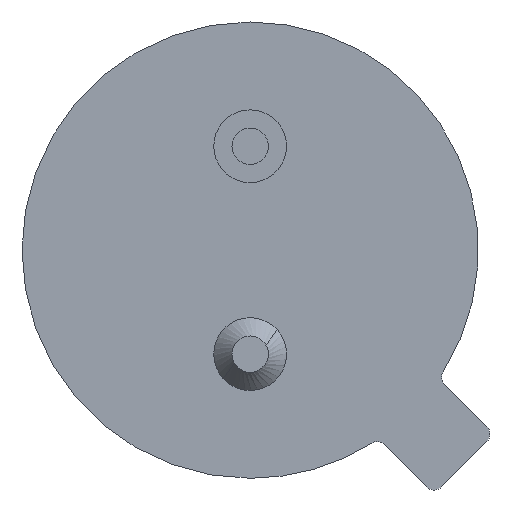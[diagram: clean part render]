
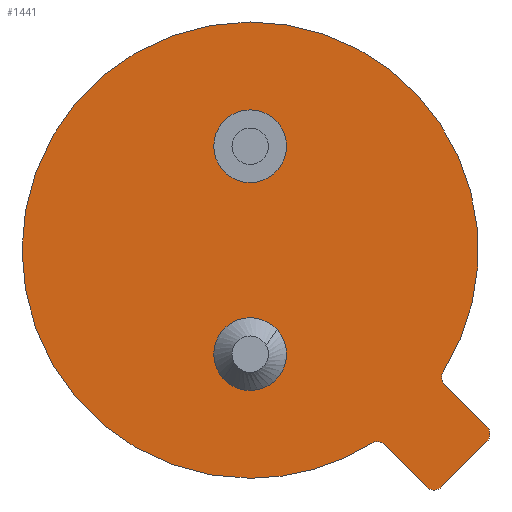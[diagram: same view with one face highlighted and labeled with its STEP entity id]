
A CAD part, front view. The second image highlights one B-rep face of the part: STEP entity #1441.
In plain terms, the highlighted planar face has unit normal (0, -1, 0).
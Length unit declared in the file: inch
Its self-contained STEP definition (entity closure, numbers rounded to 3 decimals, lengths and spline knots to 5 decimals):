
#2 = DIRECTION ( 'NONE',  ( 0., 0., -1. ) ) ;
#10 = VERTEX_POINT ( 'NONE', #281 ) ;
#14 = EDGE_CURVE ( 'NONE', #661, #619, #575, .T. ) ;
#44 = ORIENTED_EDGE ( 'NONE', *, *, #961, .F. ) ;
#72 = DIRECTION ( 'NONE',  ( 0., 0., -1. ) ) ;
#89 = CIRCLE ( 'NONE', #1701, 0.0175 ) ;
#109 = VERTEX_POINT ( 'NONE', #1376 ) ;
#131 = CARTESIAN_POINT ( 'NONE',  ( 0.09291, 0., -0.05842 ) ) ;
#133 = VERTEX_POINT ( 'NONE', #721 ) ;
#169 = PLANE ( 'NONE',  #1093 ) ;
#170 = FACE_BOUND ( 'NONE', #1312, .T. ) ;
#191 = CIRCLE ( 'NONE', #641, 0.005 ) ;
#204 = DIRECTION ( 'NONE',  ( 0., -1., 0. ) ) ;
#205 = DIRECTION ( 'NONE',  ( 0., -1., 0. ) ) ;
#206 = CIRCLE ( 'NONE', #326, 0.10975 ) ;
#215 = FACE_BOUND ( 'NONE', #1080, .T. ) ;
#251 = ORIENTED_EDGE ( 'NONE', *, *, #14, .F. ) ;
#276 = FACE_OUTER_BOUND ( 'NONE', #706, .T. ) ;
#281 = CARTESIAN_POINT ( 'NONE',  ( -0.01308, 0., -0.06162 ) ) ;
#284 = VECTOR ( 'NONE', #1369, 39.37008 ) ;
#295 = DIRECTION ( 'NONE',  ( 0., 0., -1. ) ) ;
#299 = VERTEX_POINT ( 'NONE', #1527 ) ;
#304 = DIRECTION ( 'NONE',  ( 0., -1., 0. ) ) ;
#310 = CARTESIAN_POINT ( 'NONE',  ( 0., 0., 0.10975 ) ) ;
#326 = AXIS2_PLACEMENT_3D ( 'NONE', #466, #204, #1129 ) ;
#329 = CARTESIAN_POINT ( 'NONE',  ( 0., 0., -0.10975 ) ) ;
#343 = DIRECTION ( 'NONE',  ( 0., -1., 0. ) ) ;
#348 = EDGE_CURVE ( 'NONE', #1031, #299, #1220, .T. ) ;
#361 = CIRCLE ( 'NONE', #1475, 0.10975 ) ;
#374 = CARTESIAN_POINT ( 'NONE',  ( 0., 0., -0.05 ) ) ;
#383 = CARTESIAN_POINT ( 'NONE',  ( 0., 0., 0.05 ) ) ;
#440 = EDGE_CURVE ( 'NONE', #581, #837, #1557, .T. ) ;
#445 = DIRECTION ( 'NONE',  ( 0., -1., 0. ) ) ;
#447 = ORIENTED_EDGE ( 'NONE', *, *, #1077, .F. ) ;
#466 = CARTESIAN_POINT ( 'NONE',  ( 0., 0., 0. ) ) ;
#479 = CIRCLE ( 'NONE', #674, 0.0175 ) ;
#504 = CARTESIAN_POINT ( 'NONE',  ( 0.06108, 0., -0.09714 ) ) ;
#522 = DIRECTION ( 'NONE',  ( 0., 0., -1. ) ) ;
#553 = CIRCLE ( 'NONE', #652, 0.005 ) ;
#555 = EDGE_CURVE ( 'NONE', #569, #109, #1382, .T. ) ;
#560 = DIRECTION ( 'NONE',  ( 0., -1., 0. ) ) ;
#569 = VERTEX_POINT ( 'NONE', #897 ) ;
#571 = AXIS2_PLACEMENT_3D ( 'NONE', #1615, #1223, #941 ) ;
#575 = LINE ( 'NONE', #973, #1440 ) ;
#581 = VERTEX_POINT ( 'NONE', #131 ) ;
#590 = CARTESIAN_POINT ( 'NONE',  ( 0.11392, 0., -0.092 ) ) ;
#592 = DIRECTION ( 'NONE',  ( 0.707, 0., -0.707 ) ) ;
#619 = VERTEX_POINT ( 'NONE', #975 ) ;
#634 = CARTESIAN_POINT ( 'NONE',  ( 0., 0., 0. ) ) ;
#641 = AXIS2_PLACEMENT_3D ( 'NONE', #1168, #1419, #2 ) ;
#652 = AXIS2_PLACEMENT_3D ( 'NONE', #1466, #560, #1207 ) ;
#661 = VERTEX_POINT ( 'NONE', #727 ) ;
#663 = VECTOR ( 'NONE', #1075, 39.37008 ) ;
#674 = AXIS2_PLACEMENT_3D ( 'NONE', #1247, #343, #72 ) ;
#692 = ORIENTED_EDGE ( 'NONE', *, *, #916, .T. ) ;
#700 = CARTESIAN_POINT ( 'NONE',  ( 0.06174, 0., -0.09073 ) ) ;
#705 = ORIENTED_EDGE ( 'NONE', *, *, #1294, .T. ) ;
#706 = EDGE_LOOP ( 'NONE', ( #1380, #692, #44, #705, #251, #1084, #1494, #833, #869, #819 ) ) ;
#718 = CARTESIAN_POINT ( 'NONE',  ( 0., 0., -0.05 ) ) ;
#721 = CARTESIAN_POINT ( 'NONE',  ( 0.01308, 0., -0.03838 ) ) ;
#727 = CARTESIAN_POINT ( 'NONE',  ( 0.09361, 0., -0.06462 ) ) ;
#775 = DIRECTION ( 'NONE',  ( 0., -1., 0. ) ) ;
#817 = LINE ( 'NONE', #1619, #284 ) ;
#819 = ORIENTED_EDGE ( 'NONE', *, *, #348, .T. ) ;
#823 = AXIS2_PLACEMENT_3D ( 'NONE', #383, #775, #522 ) ;
#833 = ORIENTED_EDGE ( 'NONE', *, *, #1271, .T. ) ;
#837 = VERTEX_POINT ( 'NONE', #310 ) ;
#852 = AXIS2_PLACEMENT_3D ( 'NONE', #504, #1422, #1551 ) ;
#854 = CARTESIAN_POINT ( 'NONE',  ( 0.08493, 0., -0.11392 ) ) ;
#869 = ORIENTED_EDGE ( 'NONE', *, *, #1064, .T. ) ;
#897 = CARTESIAN_POINT ( 'NONE',  ( 0., 0., 0.0675 ) ) ;
#916 = EDGE_CURVE ( 'NONE', #1487, #942, #553, .T. ) ;
#941 = DIRECTION ( 'NONE',  ( 0., 0., -1. ) ) ;
#942 = VERTEX_POINT ( 'NONE', #1476 ) ;
#961 = EDGE_CURVE ( 'NONE', #1000, #942, #817, .T. ) ;
#969 = DIRECTION ( 'NONE',  ( 0., 0., -1. ) ) ;
#973 = CARTESIAN_POINT ( 'NONE',  ( 0.09073, 0., -0.06174 ) ) ;
#975 = CARTESIAN_POINT ( 'NONE',  ( 0.11392, 0., -0.08493 ) ) ;
#1000 = VERTEX_POINT ( 'NONE', #590 ) ;
#1013 = AXIS2_PLACEMENT_3D ( 'NONE', #718, #205, #1526 ) ;
#1031 = VERTEX_POINT ( 'NONE', #1519 ) ;
#1064 = EDGE_CURVE ( 'NONE', #1189, #1031, #206, .T. ) ;
#1075 = DIRECTION ( 'NONE',  ( 0.707, 0., -0.707 ) ) ;
#1077 = EDGE_CURVE ( 'NONE', #109, #569, #479, .T. ) ;
#1079 = CARTESIAN_POINT ( 'NONE',  ( 0.10975, 0., 0. ) ) ;
#1080 = EDGE_LOOP ( 'NONE', ( #1316, #1589 ) ) ;
#1084 = ORIENTED_EDGE ( 'NONE', *, *, #1431, .T. ) ;
#1093 = AXIS2_PLACEMENT_3D ( 'NONE', #1079, #304, #295 ) ;
#1129 = DIRECTION ( 'NONE',  ( 0., 0., -1. ) ) ;
#1142 = ORIENTED_EDGE ( 'NONE', *, *, #555, .F. ) ;
#1168 = CARTESIAN_POINT ( 'NONE',  ( 0.11039, 0., -0.08847 ) ) ;
#1171 = DIRECTION ( 'NONE',  ( 0., 0., -1. ) ) ;
#1179 = CARTESIAN_POINT ( 'NONE',  ( 0., 0., 0. ) ) ;
#1189 = VERTEX_POINT ( 'NONE', #329 ) ;
#1207 = DIRECTION ( 'NONE',  ( 0., 0., -1. ) ) ;
#1220 = CIRCLE ( 'NONE', #852, 0.005 ) ;
#1223 = DIRECTION ( 'NONE',  ( 0., 1., 0. ) ) ;
#1247 = CARTESIAN_POINT ( 'NONE',  ( 0., 0., 0.05 ) ) ;
#1271 = EDGE_CURVE ( 'NONE', #837, #1189, #361, .T. ) ;
#1294 = EDGE_CURVE ( 'NONE', #1000, #619, #191, .T. ) ;
#1312 = EDGE_LOOP ( 'NONE', ( #1142, #447 ) ) ;
#1316 = ORIENTED_EDGE ( 'NONE', *, *, #1374, .F. ) ;
#1323 = AXIS2_PLACEMENT_3D ( 'NONE', #1179, #1433, #969 ) ;
#1357 = DIRECTION ( 'NONE',  ( 0., 0., -1. ) ) ;
#1369 = DIRECTION ( 'NONE',  ( -0.707, 0., -0.707 ) ) ;
#1374 = EDGE_CURVE ( 'NONE', #133, #10, #89, .T. ) ;
#1376 = CARTESIAN_POINT ( 'NONE',  ( 0., 0., 0.0325 ) ) ;
#1380 = ORIENTED_EDGE ( 'NONE', *, *, #1416, .T. ) ;
#1382 = CIRCLE ( 'NONE', #823, 0.0175 ) ;
#1416 = EDGE_CURVE ( 'NONE', #299, #1487, #1607, .T. ) ;
#1419 = DIRECTION ( 'NONE',  ( 0., -1., 0. ) ) ;
#1422 = DIRECTION ( 'NONE',  ( 0., 1., 0. ) ) ;
#1431 = EDGE_CURVE ( 'NONE', #661, #581, #1446, .T. ) ;
#1433 = DIRECTION ( 'NONE',  ( 0., -1., 0. ) ) ;
#1440 = VECTOR ( 'NONE', #592, 39.37008 ) ;
#1441 = ADVANCED_FACE ( 'NONE', ( #215, #276, #170 ), #169, .T. ) ;
#1446 = CIRCLE ( 'NONE', #571, 0.005 ) ;
#1466 = CARTESIAN_POINT ( 'NONE',  ( 0.08847, 0., -0.11039 ) ) ;
#1475 = AXIS2_PLACEMENT_3D ( 'NONE', #634, #1553, #1171 ) ;
#1476 = CARTESIAN_POINT ( 'NONE',  ( 0.092, 0., -0.11392 ) ) ;
#1487 = VERTEX_POINT ( 'NONE', #854 ) ;
#1494 = ORIENTED_EDGE ( 'NONE', *, *, #440, .T. ) ;
#1519 = CARTESIAN_POINT ( 'NONE',  ( 0.05842, 0., -0.09291 ) ) ;
#1526 = DIRECTION ( 'NONE',  ( 0., 0., -1. ) ) ;
#1527 = CARTESIAN_POINT ( 'NONE',  ( 0.06462, 0., -0.09361 ) ) ;
#1551 = DIRECTION ( 'NONE',  ( 0., 0., -1. ) ) ;
#1553 = DIRECTION ( 'NONE',  ( 0., -1., 0. ) ) ;
#1557 = CIRCLE ( 'NONE', #1323, 0.10975 ) ;
#1577 = CIRCLE ( 'NONE', #1013, 0.0175 ) ;
#1589 = ORIENTED_EDGE ( 'NONE', *, *, #1617, .F. ) ;
#1607 = LINE ( 'NONE', #700, #663 ) ;
#1615 = CARTESIAN_POINT ( 'NONE',  ( 0.09714, 0., -0.06108 ) ) ;
#1617 = EDGE_CURVE ( 'NONE', #10, #133, #1577, .T. ) ;
#1619 = CARTESIAN_POINT ( 'NONE',  ( 0.11746, 0., -0.08847 ) ) ;
#1701 = AXIS2_PLACEMENT_3D ( 'NONE', #374, #445, #1357 ) ;
